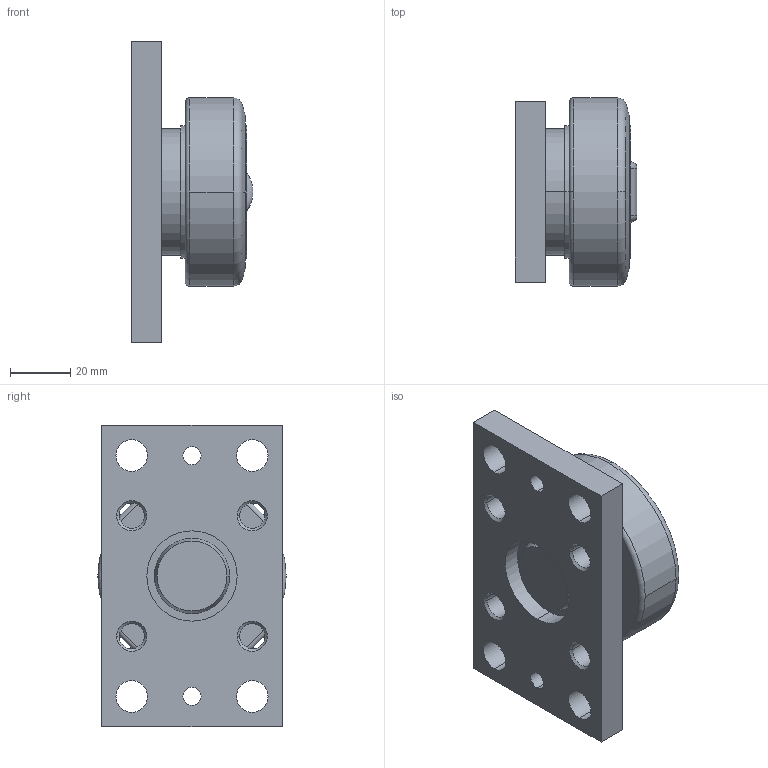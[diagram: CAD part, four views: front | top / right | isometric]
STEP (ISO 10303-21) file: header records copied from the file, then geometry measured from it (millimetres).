
FILE_DESCRIPTION(('STEP AP214'),'1');
FILE_NAME('4_054_ap_0.stp','2021-03-31T16:24:05',('TraceParts'),('TraceParts S.A.'),'Spatial InterOp 3D',' ',' ');
FILE_SCHEMA(('AUTOMOTIVE_DESIGN { 1 0 10303 214 1 1 1 1 }'));
Length unit declared in the file: millimetre
Products named in the file (1): 4_054_ap_0
Bounding box: 40.5 x 62.5 x 100 mm (x, y, z)
Volume: 123243.6 mm3; surface area: 25446.1 mm2
Topology: 1 solids, 1 shells, 78 faces, 192 edges, 123 vertices
Faces by surface type: cylinder 32, cone 20, plane 20, torus 6
Entity records: 2546 total; most frequent: CARTESIAN_POINT 562, DIRECTION 445, ORIENTED_EDGE 384, EDGE_CURVE 192, AXIS2_PLACEMENT_3D 182, VERTEX_POINT 123, EDGE_LOOP 105, CIRCLE 103
